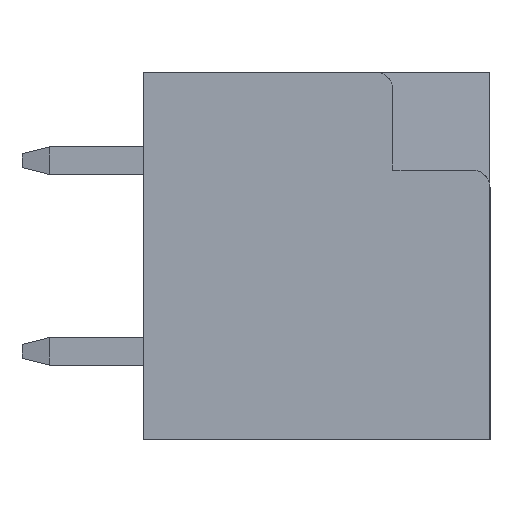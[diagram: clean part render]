
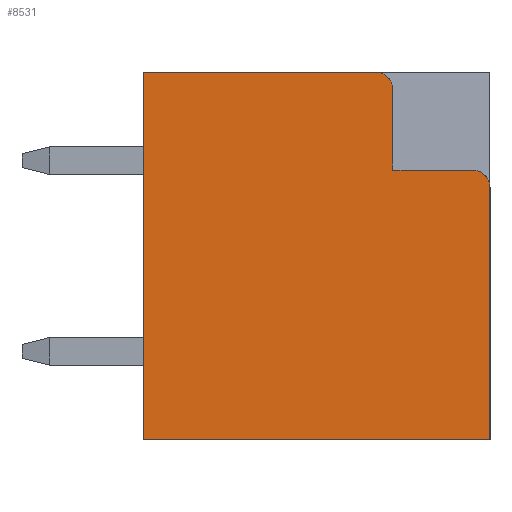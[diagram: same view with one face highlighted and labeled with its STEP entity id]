
A CAD part, left-side view. The second image highlights one B-rep face of the part: STEP entity #8531.
In plain terms, the highlighted planar face has unit normal (-1, 0, 0).
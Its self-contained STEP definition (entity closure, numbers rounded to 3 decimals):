
#405=CIRCLE('',#9201,0.5);
#406=CIRCLE('',#9202,0.5);
#2065=ORIENTED_EDGE('',*,*,#3572,.F.);
#2066=ORIENTED_EDGE('',*,*,#3743,.T.);
#2067=ORIENTED_EDGE('',*,*,#3744,.T.);
#2068=ORIENTED_EDGE('',*,*,#3745,.T.);
#2069=ORIENTED_EDGE('',*,*,#3746,.T.);
#2070=ORIENTED_EDGE('',*,*,#2971,.F.);
#2071=ORIENTED_EDGE('',*,*,#3038,.F.);
#2072=ORIENTED_EDGE('',*,*,#2918,.F.);
#2918=EDGE_CURVE('',#4126,#4127,#4903,.T.);
#2971=EDGE_CURVE('',#4178,#4179,#4953,.T.);
#3038=EDGE_CURVE('',#4127,#4178,#5015,.T.);
#3572=EDGE_CURVE('',#4577,#4126,#5428,.T.);
#3743=EDGE_CURVE('',#4577,#4671,#405,.F.);
#3744=EDGE_CURVE('',#4671,#4672,#5562,.T.);
#3745=EDGE_CURVE('',#4672,#4673,#5563,.T.);
#3746=EDGE_CURVE('',#4673,#4179,#406,.F.);
#4126=VERTEX_POINT('',#11899);
#4127=VERTEX_POINT('',#11901);
#4178=VERTEX_POINT('',#12005);
#4179=VERTEX_POINT('',#12007);
#4577=VERTEX_POINT('',#13247);
#4671=VERTEX_POINT('',#13604);
#4672=VERTEX_POINT('',#13606);
#4673=VERTEX_POINT('',#13608);
#4903=LINE('',#11900,#5883);
#4953=LINE('',#12006,#5933);
#5015=LINE('',#12141,#5995);
#5428=LINE('',#13248,#6408);
#5562=LINE('',#13605,#6542);
#5563=LINE('',#13607,#6543);
#5883=VECTOR('',#9493,1000.);
#5933=VECTOR('',#9551,1000.);
#5995=VECTOR('',#9651,1000.);
#6408=VECTOR('',#10714,1000.);
#6542=VECTOR('',#11090,1000.);
#6543=VECTOR('',#11091,1000.);
#7186=EDGE_LOOP('',(#2065,#2066,#2067,#2068,#2069,#2070,#2071,#2072));
#7723=FACE_BOUND('',#7186,.T.);
#8096=PLANE('',#9200);
#8531=ADVANCED_FACE('',(#7723),#8096,.F.);
#9200=AXIS2_PLACEMENT_3D('',#13602,#11086,#11087);
#9201=AXIS2_PLACEMENT_3D('',#13603,#11088,#11089);
#9202=AXIS2_PLACEMENT_3D('',#13609,#11092,#11093);
#9493=DIRECTION('',(0.,1.,0.));
#9551=DIRECTION('',(0.,-1.,0.));
#9651=DIRECTION('',(0.,0.,1.));
#10714=DIRECTION('',(0.,0.,-1.));
#11086=DIRECTION('',(1.,0.,0.));
#11087=DIRECTION('',(0.,0.,-1.));
#11088=DIRECTION('',(1.,0.,0.));
#11089=DIRECTION('',(0.,0.,-1.));
#11090=DIRECTION('',(0.,1.,0.));
#11091=DIRECTION('',(0.,0.,1.));
#11092=DIRECTION('',(1.,0.,0.));
#11093=DIRECTION('',(0.,0.,-1.));
#11899=CARTESIAN_POINT('',(-10.5,-5.,-5.3));
#11900=CARTESIAN_POINT('',(-10.5,-5.,-5.3));
#11901=CARTESIAN_POINT('',(-10.5,5.,-5.3));
#12005=CARTESIAN_POINT('',(-10.5,5.,5.3));
#12006=CARTESIAN_POINT('',(-10.5,5.,5.3));
#12007=CARTESIAN_POINT('',(-10.5,-1.7,5.3));
#12141=CARTESIAN_POINT('',(-10.5,5.,-5.3));
#13247=CARTESIAN_POINT('',(-10.5,-5.,1.98));
#13248=CARTESIAN_POINT('',(-10.5,-5.,5.3));
#13602=CARTESIAN_POINT('',(-10.5,0.,0.));
#13603=CARTESIAN_POINT('',(-10.5,-4.5,1.98));
#13604=CARTESIAN_POINT('',(-10.5,-4.5,2.48));
#13605=CARTESIAN_POINT('',(-10.5,-5.,2.48));
#13606=CARTESIAN_POINT('',(-10.5,-2.2,2.48));
#13607=CARTESIAN_POINT('',(-10.5,-2.2,2.48));
#13608=CARTESIAN_POINT('',(-10.5,-2.2,4.8));
#13609=CARTESIAN_POINT('',(-10.5,-1.7,4.8));
